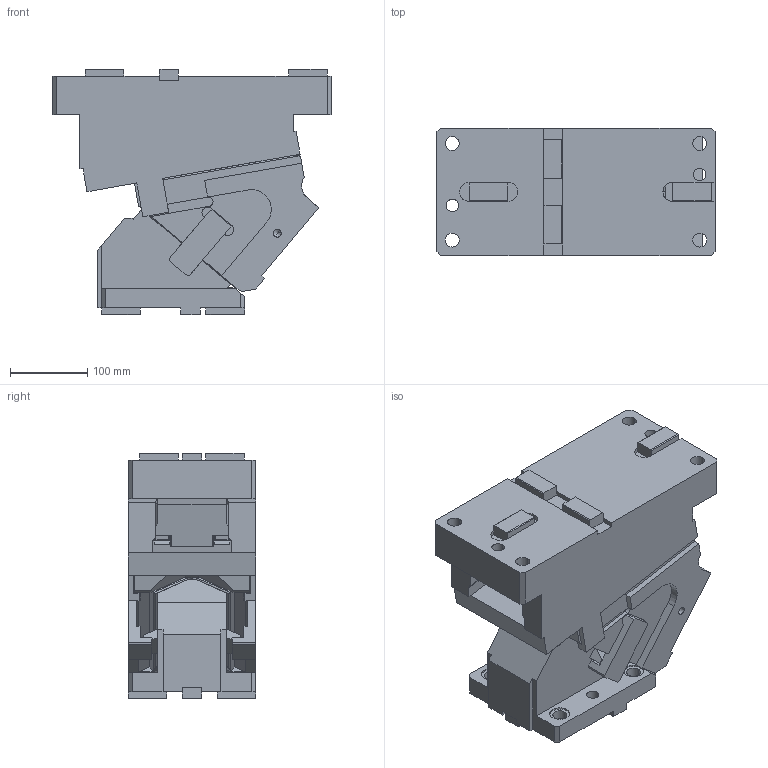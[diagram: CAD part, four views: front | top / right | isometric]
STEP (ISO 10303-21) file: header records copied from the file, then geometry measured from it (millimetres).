
FILE_DESCRIPTION(('CATIA V5 STEP Exchange'),'2;1');
FILE_NAME('CACV_165_40.stp','2015-04-24T14:12:09+00:00',('none'),('none'),'CATIA Version 5 Release 19 SP 2 (IN-10)','CATIA V5 STEP AP203','none');
FILE_SCHEMA(('CONFIG_CONTROL_DESIGN'));
Length unit declared in the file: millimetre
Products named in the file (1): CACV_165_40
Bounding box: 360 x 165 x 318 mm (x, y, z)
Volume: 10372854.4 mm3; surface area: 747864.8 mm2
Topology: 3 solids, 8 shells, 593 faces, 1720 edges, 1119 vertices
Faces by surface type: plane 392, cylinder 159, cone 18, bspline 16, torus 8
Entity records: 19417 total; most frequent: CARTESIAN_POINT 4520, ORIENTED_EDGE 3340, DIRECTION 2598, EDGE_CURVE 1670, VECTOR 1311, LINE 1311, VERTEX_POINT 1107, AXIS2_PLACEMENT_3D 760
